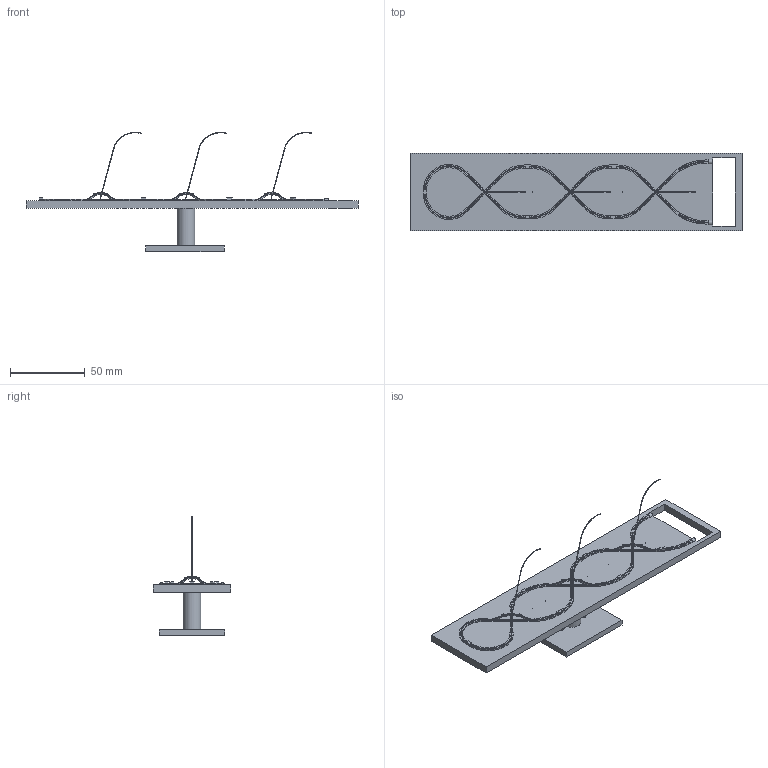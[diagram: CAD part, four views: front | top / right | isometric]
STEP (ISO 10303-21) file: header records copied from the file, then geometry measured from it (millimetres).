
FILE_DESCRIPTION(/* description */ ('STEP AP242','CAx-IF Rec.Pracs.---Representation and Presentation of Product Manufacturing Information (PMI)---4.0---2014-10-13','CAx-IF Rec.Pracs.---3D Tessellated Geometry---0.4---2014-09-14','2;1'),/* implementation_level */ '2;1');
FILE_NAME(/* name */ '67bd241a25dd836905a0d2b0',/* time_stamp */ '2025-02-25T01:59:55Z',/* author */ (''),/* organization */ (''),/* preprocessor_version */ 'ST-DEVELOPER v20',/* originating_system */ 'ONSHAPE BY PTC INC, 1.194',/* authorisation */ ' ');
FILE_SCHEMA (('AP242_MANAGED_MODEL_BASED_3D_ENGINEERING_MIM_LF { 1 0 10303 442 1 1 4 }'));
Length unit declared in the file: metre
Products named in the file (5): Whisker 2; Pad; Whisker 1; Whisker 3; Fiber
Bounding box: 222 x 52 x 79.69 mm (x, y, z)
Volume: 67041.2 mm3; surface area: 33976 mm2
Topology: 5 solids, 5 shells, 765 faces, 2186 edges, 1390 vertices
Faces by surface type: plane 369, cylinder 224, torus 133, bspline 39
Full cylindrical faces by diameter (mm): 0.22 x5, 0.3 x9, 4.2 x3, 12 x1
Entity records: 26756 total; most frequent: CARTESIAN_POINT 7165, ORIENTED_EDGE 4154, DIRECTION 3817, EDGE_CURVE 2077, AXIS2_PLACEMENT_3D 1464, VERTEX_POINT 1357, LINE 889, VECTOR 889
